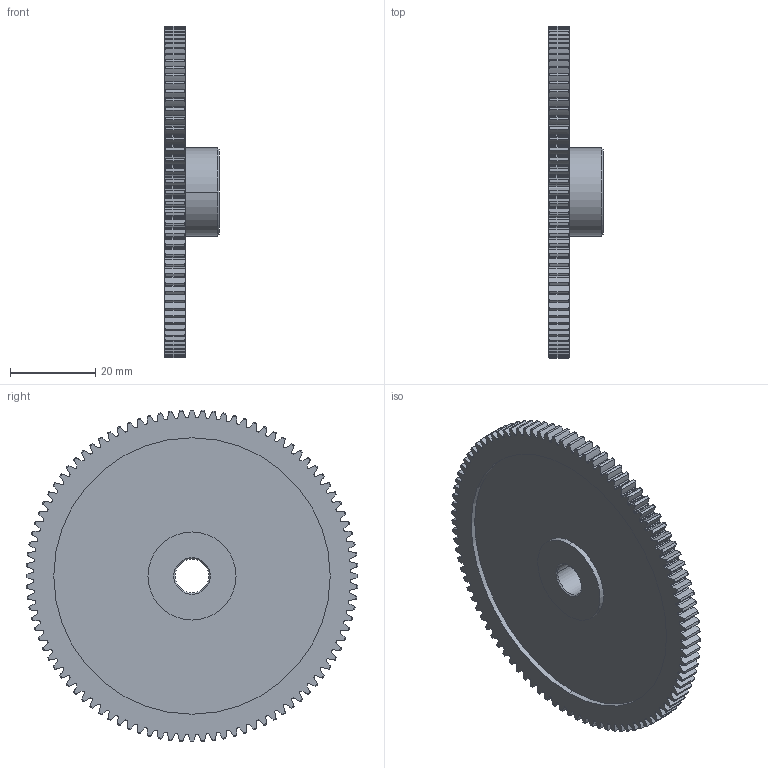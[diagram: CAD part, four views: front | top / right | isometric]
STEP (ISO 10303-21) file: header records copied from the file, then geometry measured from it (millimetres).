
FILE_DESCRIPTION((''),'2;1');
FILE_NAME('63911','2012-11-29T',('carefree'),(''),'PRO/ENGINEER BY PARAMETRIC TECHNOLOGY CORPORATION, 2005030','PRO/ENGINEER BY PARAMETRIC TECHNOLOGY CORPORATION, 2005030','');
FILE_SCHEMA(('CONFIG_CONTROL_DESIGN'));
Length unit declared in the file: inch
Products named in the file (1): 63911
Bounding box: 12.7 x 77.79 x 77.79 mm (x, y, z)
Volume: 16572.7 mm3; surface area: 12671.4 mm2
Topology: 1 solids, 1 shells, 790 faces, 2350 edges, 1566 vertices
Faces by surface type: cylinder 394, torus 192, extrusion 192, plane 6, cone 6
Entity records: 32366 total; most frequent: CARTESIAN_POINT 11658, ORIENTED_EDGE 4700, DIRECTION 3958, EDGE_CURVE 2350, AXIS2_PLACEMENT_3D 1586, VERTEX_POINT 1566, CIRCLE 988, B_SPLINE_CURVE_WITH_KNOTS 960
